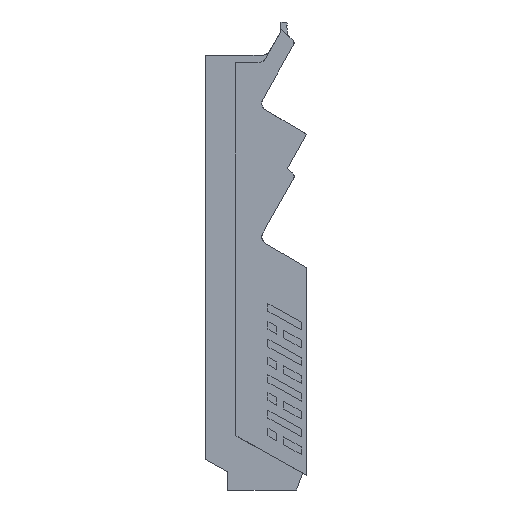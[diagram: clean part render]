
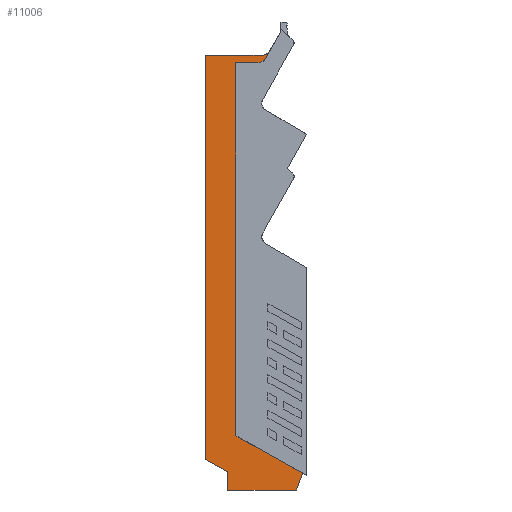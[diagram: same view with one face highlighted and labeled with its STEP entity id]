
A CAD part, left-side view. The second image highlights one B-rep face of the part: STEP entity #11006.
In plain terms, the highlighted planar face has unit normal (-1, 0, 0).
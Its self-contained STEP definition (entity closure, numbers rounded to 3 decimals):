
#10910=AXIS2_PLACEMENT_3D('Plane Axis2P3D',#10907,#10908,#10909) ;
#3216=CARTESIAN_POINT('Vertex',(0.6,17.762,0.)) ;
#3219=CARTESIAN_POINT('Line Origine',(0.6,17.762,2.053)) ;
#3223=CARTESIAN_POINT('Vertex',(0.6,17.762,4.106)) ;
#10887=CARTESIAN_POINT('Line Origine',(0.6,20.262,5.506)) ;
#10891=CARTESIAN_POINT('Vertex',(0.6,22.762,6.906)) ;
#10907=CARTESIAN_POINT('Axis2P3D Location',(0.6,52.762,-1.511)) ;
#10912=CARTESIAN_POINT('Line Origine',(0.6,8.414,8.04)) ;
#10916=CARTESIAN_POINT('Vertex',(0.6,0.867,3.813)) ;
#10918=CARTESIAN_POINT('Vertex',(0.6,15.962,12.267)) ;
#10921=CARTESIAN_POINT('Line Origine',(0.6,15.962,54.278)) ;
#10925=CARTESIAN_POINT('Vertex',(0.6,15.962,96.289)) ;
#10928=CARTESIAN_POINT('Line Origine',(0.6,13.462,96.289)) ;
#10932=CARTESIAN_POINT('Vertex',(0.6,10.962,96.289)) ;
#10936=CARTESIAN_POINT('Control Point',(0.6,9.217,97.311)) ;
#10937=CARTESIAN_POINT('Control Point',(0.6,9.321,97.126)) ;
#10938=CARTESIAN_POINT('Control Point',(0.6,9.449,96.954)) ;
#10939=CARTESIAN_POINT('Control Point',(0.6,9.6,96.801)) ;
#10940=CARTESIAN_POINT('Control Point',(0.6,9.937,96.538)) ;
#10941=CARTESIAN_POINT('Control Point',(0.6,10.332,96.373)) ;
#10942=CARTESIAN_POINT('Control Point',(0.6,10.538,96.317)) ;
#10943=CARTESIAN_POINT('Control Point',(0.6,10.75,96.289)) ;
#10944=CARTESIAN_POINT('Control Point',(0.6,10.962,96.289)) ;
#10945=CARTESIAN_POINT('Vertex',(0.6,9.217,97.311)) ;
#10948=CARTESIAN_POINT('Line Origine',(0.6,8.741,98.161)) ;
#10952=CARTESIAN_POINT('Vertex',(0.6,8.265,99.011)) ;
#10956=CARTESIAN_POINT('Control Point',(0.6,10.01,97.989)) ;
#10957=CARTESIAN_POINT('Control Point',(0.6,9.797,97.989)) ;
#10958=CARTESIAN_POINT('Control Point',(0.6,9.585,98.017)) ;
#10959=CARTESIAN_POINT('Control Point',(0.6,9.377,98.073)) ;
#10960=CARTESIAN_POINT('Control Point',(0.6,8.983,98.24)) ;
#10961=CARTESIAN_POINT('Control Point',(0.6,8.646,98.503)) ;
#10962=CARTESIAN_POINT('Control Point',(0.6,8.496,98.656)) ;
#10963=CARTESIAN_POINT('Control Point',(0.6,8.368,98.827)) ;
#10964=CARTESIAN_POINT('Control Point',(0.6,8.265,99.011)) ;
#10965=CARTESIAN_POINT('Vertex',(0.6,10.01,97.989)) ;
#10968=CARTESIAN_POINT('Line Origine',(0.6,16.386,97.989)) ;
#10972=CARTESIAN_POINT('Vertex',(0.6,22.762,97.989)) ;
#10975=CARTESIAN_POINT('Line Origine',(0.6,22.762,52.447)) ;
#10980=CARTESIAN_POINT('Line Origine',(0.6,10.01,0.)) ;
#10984=CARTESIAN_POINT('Vertex',(0.6,2.258,0.)) ;
#10987=CARTESIAN_POINT('Line Origine',(0.6,1.562,1.907)) ;
#3220=DIRECTION('Vector Direction',(0.,0.,1.)) ;
#10888=DIRECTION('Vector Direction',(0.,-0.872,-0.489)) ;
#10908=DIRECTION('Axis2P3D Direction',(1.,0.,0.)) ;
#10909=DIRECTION('Axis2P3D XDirection',(0.,1.,0.)) ;
#10913=DIRECTION('Vector Direction',(0.,0.872,0.489)) ;
#10922=DIRECTION('Vector Direction',(0.,0.,-1.)) ;
#10929=DIRECTION('Vector Direction',(0.,1.,0.)) ;
#10949=DIRECTION('Vector Direction',(0.,0.489,-0.872)) ;
#10969=DIRECTION('Vector Direction',(0.,1.,0.)) ;
#10976=DIRECTION('Vector Direction',(0.,0.,1.)) ;
#10981=DIRECTION('Vector Direction',(0.,-1.,0.)) ;
#10988=DIRECTION('Vector Direction',(0.,-0.343,0.939)) ;
#3221=VECTOR('Line Direction',#3220,1.) ;
#10889=VECTOR('Line Direction',#10888,1.) ;
#10914=VECTOR('Line Direction',#10913,1.) ;
#10923=VECTOR('Line Direction',#10922,1.) ;
#10930=VECTOR('Line Direction',#10929,1.) ;
#10950=VECTOR('Line Direction',#10949,1.) ;
#10970=VECTOR('Line Direction',#10969,1.) ;
#10977=VECTOR('Line Direction',#10976,1.) ;
#10982=VECTOR('Line Direction',#10981,1.) ;
#10989=VECTOR('Line Direction',#10988,1.) ;
#10993=ORIENTED_EDGE('',*,*,#10920,.T.) ;
#10994=ORIENTED_EDGE('',*,*,#10927,.F.) ;
#10995=ORIENTED_EDGE('',*,*,#10934,.F.) ;
#10996=ORIENTED_EDGE('',*,*,#10947,.T.) ;
#10997=ORIENTED_EDGE('',*,*,#10954,.F.) ;
#10998=ORIENTED_EDGE('',*,*,#10967,.F.) ;
#10999=ORIENTED_EDGE('',*,*,#10974,.T.) ;
#11000=ORIENTED_EDGE('',*,*,#10979,.T.) ;
#11001=ORIENTED_EDGE('',*,*,#10893,.T.) ;
#11002=ORIENTED_EDGE('',*,*,#3225,.T.) ;
#11003=ORIENTED_EDGE('',*,*,#10986,.T.) ;
#11004=ORIENTED_EDGE('',*,*,#10991,.T.) ;
#11006=ADVANCED_FACE('SIDE',(#11005),#10911,.F.) ;
#10935=B_SPLINE_CURVE_WITH_KNOTS('',5,(#10936,#10937,#10938,#10939,#10940,#10941,#10942,#10943,#10944),.UNSPECIFIED.,.F.,.U.,(6,3,6),(0.,1.503,2.999),.UNSPECIFIED.) ;
#10955=B_SPLINE_CURVE_WITH_KNOTS('',5,(#10956,#10957,#10958,#10959,#10960,#10961,#10962,#10963,#10964),.UNSPECIFIED.,.F.,.U.,(6,3,6),(0.,1.503,2.999),.UNSPECIFIED.) ;
#3225=EDGE_CURVE('',#3224,#3217,#3222,.F.) ;
#10893=EDGE_CURVE('',#10892,#3224,#10890,.T.) ;
#10920=EDGE_CURVE('',#10917,#10919,#10915,.T.) ;
#10927=EDGE_CURVE('',#10926,#10919,#10924,.T.) ;
#10934=EDGE_CURVE('',#10933,#10926,#10931,.T.) ;
#10947=EDGE_CURVE('',#10933,#10946,#10935,.F.) ;
#10954=EDGE_CURVE('',#10953,#10946,#10951,.T.) ;
#10967=EDGE_CURVE('',#10966,#10953,#10955,.T.) ;
#10974=EDGE_CURVE('',#10966,#10973,#10971,.T.) ;
#10979=EDGE_CURVE('',#10973,#10892,#10978,.F.) ;
#10986=EDGE_CURVE('',#3217,#10985,#10983,.T.) ;
#10991=EDGE_CURVE('',#10985,#10917,#10990,.T.) ;
#10992=EDGE_LOOP('',(#10993,#10994,#10995,#10996,#10997,#10998,#10999,#11000,#11001,#11002,#11003,#11004)) ;
#11005=FACE_OUTER_BOUND('',#10992,.T.) ;
#3222=LINE('Line',#3219,#3221) ;
#10890=LINE('Line',#10887,#10889) ;
#10915=LINE('Line',#10912,#10914) ;
#10924=LINE('Line',#10921,#10923) ;
#10931=LINE('Line',#10928,#10930) ;
#10951=LINE('Line',#10948,#10950) ;
#10971=LINE('Line',#10968,#10970) ;
#10978=LINE('Line',#10975,#10977) ;
#10983=LINE('Line',#10980,#10982) ;
#10990=LINE('Line',#10987,#10989) ;
#10911=PLANE('',#10910) ;
#3217=VERTEX_POINT('',#3216) ;
#3224=VERTEX_POINT('',#3223) ;
#10892=VERTEX_POINT('',#10891) ;
#10917=VERTEX_POINT('',#10916) ;
#10919=VERTEX_POINT('',#10918) ;
#10926=VERTEX_POINT('',#10925) ;
#10933=VERTEX_POINT('',#10932) ;
#10946=VERTEX_POINT('',#10945) ;
#10953=VERTEX_POINT('',#10952) ;
#10966=VERTEX_POINT('',#10965) ;
#10973=VERTEX_POINT('',#10972) ;
#10985=VERTEX_POINT('',#10984) ;
